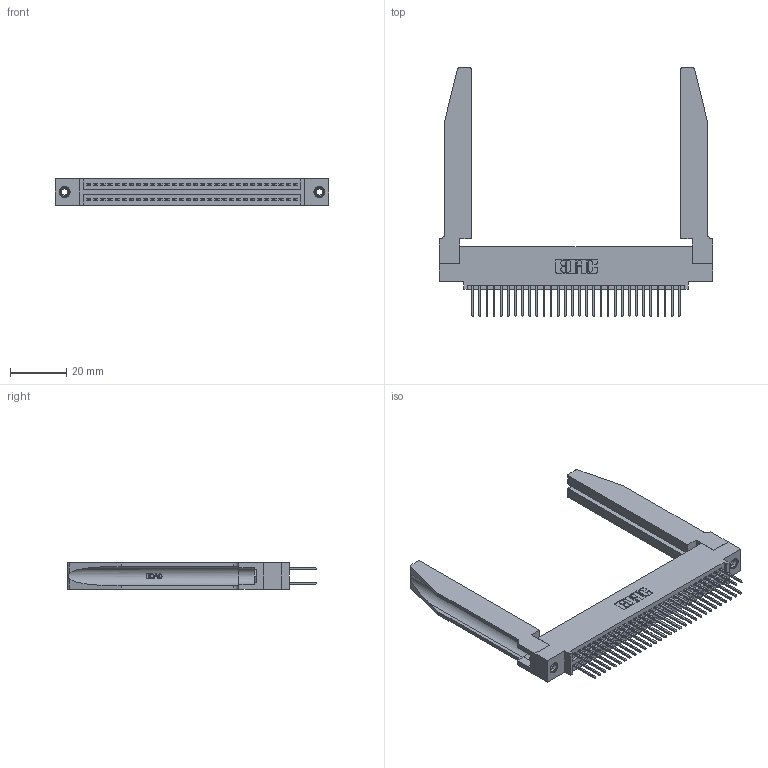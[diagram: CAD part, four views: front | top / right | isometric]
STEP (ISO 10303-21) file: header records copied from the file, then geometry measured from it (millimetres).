
FILE_DESCRIPTION (( 'STEP AP203' ), '1' );
FILE_NAME ('345-060-523-578.STEP', '2019-10-30T07:33:31', ( '' ), ( '' ), 'SwSTEP 2.0', 'SolidWorks 2016', '' );
FILE_SCHEMA (( 'CONFIG_CONTROL_DESIGN' ));
Length unit declared in the file: inch
Products named in the file (5): 345-250-001_345-250-001-102; 345 Part_0.110 Offset - 0.156 Dia-TH; 345-292-001_345-293-123; 345-220-078_345-220-078; 345-060-523-578
Assembly tree (65 placements, depth 2):
  345-060-523-578
    345 Part_0.110 Offset - 0.156 Dia-TH
    345-292-001_345-293-123  x60
    345-250-001_345-250-001-102  x2
    345-220-078_345-220-078  x2
Bounding box: 97.43 x 88.57 x 9.4 mm (x, y, z)
Volume: 17173.6 mm3; surface area: 21149.9 mm2
Topology: 65 solids, 65 shells, 3364 faces, 9901 edges, 6510 vertices
Faces by surface type: plane 2206, cylinder 1106, bspline 36, cone 12, torus 4
Entity records: 30044 total; most frequent: CARTESIAN_POINT 5967, ORIENTED_EDGE 4798, DIRECTION 4269, EDGE_CURVE 2399, LINE 2053, VECTOR 2053, VERTEX_POINT 1592, AXIS2_PLACEMENT_3D 1108
